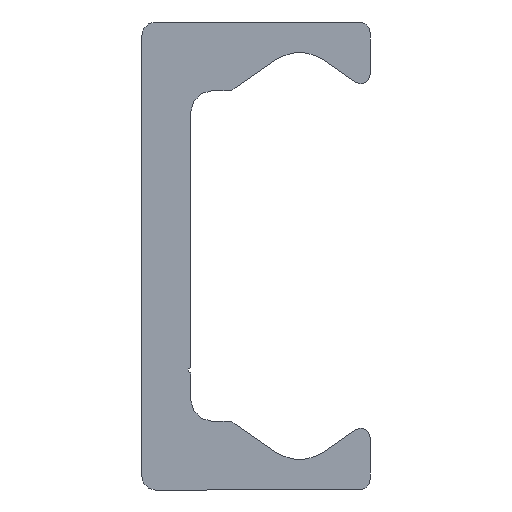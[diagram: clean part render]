
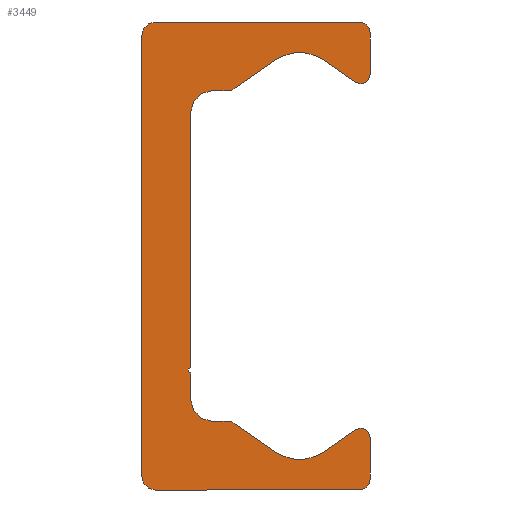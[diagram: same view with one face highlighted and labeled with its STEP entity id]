
A CAD part, left-side view. The second image highlights one B-rep face of the part: STEP entity #3449.
In plain terms, the highlighted planar face has unit normal (-1, 0, 0).
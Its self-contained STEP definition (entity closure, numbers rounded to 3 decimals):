
#2396=CARTESIAN_POINT('',(0.0,9.25,-21.5));
#2397=VERTEX_POINT('',#2396);
#2404=CARTESIAN_POINT('',(0.0,10.5,-20.25));
#2405=VERTEX_POINT('',#2404);
#2406=CARTESIAN_POINT('',(0.0,9.25,-20.25));
#2407=DIRECTION('',(1.0,0.0,0.0));
#2408=DIRECTION('',(0.0,0.0,-1.0));
#2409=AXIS2_PLACEMENT_3D('',#2406,#2407,#2408);
#2410=CIRCLE('',#2409,1.25);
#2411=EDGE_CURVE('',#2397,#2405,#2410,.T.);
#2435=CARTESIAN_POINT('',(0.0,-9.5,-21.5));
#2436=VERTEX_POINT('',#2435);
#2443=CARTESIAN_POINT('',(0.0,-9.5,-21.5));
#2444=DIRECTION('',(0.0,1.0,0.0));
#2445=VECTOR('',#2444,18.75);
#2446=LINE('',#2443,#2445);
#2447=EDGE_CURVE('',#2436,#2397,#2446,.T.);
#2467=CARTESIAN_POINT('',(0.0,-10.5,-20.5));
#2468=VERTEX_POINT('',#2467);
#2475=CARTESIAN_POINT('',(0.0,-9.5,-20.5));
#2476=DIRECTION('',(1.0,0.0,0.0));
#2477=DIRECTION('',(0.0,-1.0,0.0));
#2478=AXIS2_PLACEMENT_3D('',#2475,#2476,#2477);
#2479=CIRCLE('',#2478,1.0);
#2480=EDGE_CURVE('',#2468,#2436,#2479,.T.);
#2499=CARTESIAN_POINT('',(0.0,-10.5,-16.65));
#2500=VERTEX_POINT('',#2499);
#2507=CARTESIAN_POINT('',(0.0,-10.5,-16.65));
#2508=DIRECTION('',(0.0,0.0,-1.0));
#2509=VECTOR('',#2508,3.85);
#2510=LINE('',#2507,#2509);
#2511=EDGE_CURVE('',#2500,#2468,#2510,.T.);
#2531=CARTESIAN_POINT('',(0.0,-9.162,-15.954));
#2532=VERTEX_POINT('',#2531);
#2539=CARTESIAN_POINT('',(0.0,-9.65,-16.65));
#2540=DIRECTION('',(1.0,0.0,0.0));
#2541=DIRECTION('',(0.0,0.574,0.819));
#2542=AXIS2_PLACEMENT_3D('',#2539,#2540,#2541);
#2543=CIRCLE('',#2542,0.85);
#2544=EDGE_CURVE('',#2532,#2500,#2543,.T.);
#2563=CARTESIAN_POINT('',(0.0,-6.294,-17.962));
#2564=VERTEX_POINT('',#2563);
#2571=CARTESIAN_POINT('',(0.0,-6.294,-17.962));
#2572=DIRECTION('',(0.0,-0.819,0.574));
#2573=VECTOR('',#2572,3.501);
#2574=LINE('',#2571,#2573);
#2575=EDGE_CURVE('',#2564,#2532,#2574,.T.);
#2595=CARTESIAN_POINT('',(0.0,-1.706,-17.962));
#2596=VERTEX_POINT('',#2595);
#2603=CARTESIAN_POINT('',(0.0,-4.,-14.685));
#2604=DIRECTION('',(-1.0,0.0,0.0));
#2605=DIRECTION('',(0.0,0.574,0.819));
#2606=AXIS2_PLACEMENT_3D('',#2603,#2604,#2605);
#2607=CIRCLE('',#2606,4.0);
#2608=EDGE_CURVE('',#2596,#2564,#2607,.T.);
#2627=CARTESIAN_POINT('',(0.0,1.981,-15.381));
#2628=VERTEX_POINT('',#2627);
#2635=CARTESIAN_POINT('',(0.0,1.981,-15.381));
#2636=DIRECTION('',(0.0,-0.819,-0.574));
#2637=VECTOR('',#2636,4.5);
#2638=LINE('',#2635,#2637);
#2639=EDGE_CURVE('',#2628,#2596,#2638,.T.);
#2659=CARTESIAN_POINT('',(0.0,2.554,-15.2));
#2660=VERTEX_POINT('',#2659);
#2667=CARTESIAN_POINT('',(0.0,2.554,-16.2));
#2668=DIRECTION('',(1.0,0.0,0.0));
#2669=DIRECTION('',(0.0,0.0,1.0));
#2670=AXIS2_PLACEMENT_3D('',#2667,#2668,#2669);
#2671=CIRCLE('',#2670,1.);
#2672=EDGE_CURVE('',#2660,#2628,#2671,.T.);
#2691=CARTESIAN_POINT('',(0.0,4.0,-15.2));
#2692=VERTEX_POINT('',#2691);
#2699=CARTESIAN_POINT('',(0.0,4.0,-15.2));
#2700=DIRECTION('',(0.0,-1.0,0.0));
#2701=VECTOR('',#2700,1.446);
#2702=LINE('',#2699,#2701);
#2703=EDGE_CURVE('',#2692,#2660,#2702,.T.);
#2723=CARTESIAN_POINT('',(0.0,6.,-13.2));
#2724=VERTEX_POINT('',#2723);
#2731=CARTESIAN_POINT('',(0.0,4.,-13.2));
#2732=DIRECTION('',(-1.0,0.0,0.0));
#2733=DIRECTION('',(0.0,0.0,1.0));
#2734=AXIS2_PLACEMENT_3D('',#2731,#2732,#2733);
#2735=CIRCLE('',#2734,2.0);
#2736=EDGE_CURVE('',#2724,#2692,#2735,.T.);
#2755=CARTESIAN_POINT('',(0.0,6.,-10.75));
#2756=VERTEX_POINT('',#2755);
#2763=CARTESIAN_POINT('',(0.0,6.,-10.75));
#2764=DIRECTION('',(0.0,0.0,-1.0));
#2765=VECTOR('',#2764,2.45);
#2766=LINE('',#2763,#2765);
#2767=EDGE_CURVE('',#2756,#2724,#2766,.T.);
#2787=CARTESIAN_POINT('',(0.0,6.,-10.25));
#2788=VERTEX_POINT('',#2787);
#2795=CARTESIAN_POINT('',(0.0,6.,-10.5));
#2796=DIRECTION('',(-1.0,0.0,0.0));
#2797=DIRECTION('',(0.0,0.0,1.0));
#2798=AXIS2_PLACEMENT_3D('',#2795,#2796,#2797);
#2799=CIRCLE('',#2798,0.25);
#2800=EDGE_CURVE('',#2788,#2756,#2799,.T.);
#2819=CARTESIAN_POINT('',(0.0,6.,13.2));
#2820=VERTEX_POINT('',#2819);
#2827=CARTESIAN_POINT('',(0.0,6.,13.2));
#2828=DIRECTION('',(0.0,0.0,-1.0));
#2829=VECTOR('',#2828,23.45);
#2830=LINE('',#2827,#2829);
#2831=EDGE_CURVE('',#2820,#2788,#2830,.T.);
#2953=CARTESIAN_POINT('',(0.0,4.0,15.2));
#2954=VERTEX_POINT('',#2953);
#2961=CARTESIAN_POINT('',(0.0,4.,13.2));
#2962=DIRECTION('',(-1.0,0.0,0.0));
#2963=DIRECTION('',(0.0,-1.0,0.0));
#2964=AXIS2_PLACEMENT_3D('',#2961,#2962,#2963);
#2965=CIRCLE('',#2964,2.0);
#2966=EDGE_CURVE('',#2954,#2820,#2965,.T.);
#2985=CARTESIAN_POINT('',(0.0,2.554,15.2));
#2986=VERTEX_POINT('',#2985);
#2993=CARTESIAN_POINT('',(0.0,2.554,15.2));
#2994=DIRECTION('',(0.0,1.0,0.0));
#2995=VECTOR('',#2994,1.446);
#2996=LINE('',#2993,#2995);
#2997=EDGE_CURVE('',#2986,#2954,#2996,.T.);
#3017=CARTESIAN_POINT('',(0.0,1.981,15.381));
#3018=VERTEX_POINT('',#3017);
#3025=CARTESIAN_POINT('',(0.0,2.554,16.2));
#3026=DIRECTION('',(1.0,0.0,0.0));
#3027=DIRECTION('',(0.0,-0.574,-0.819));
#3028=AXIS2_PLACEMENT_3D('',#3025,#3026,#3027);
#3029=CIRCLE('',#3028,1.);
#3030=EDGE_CURVE('',#3018,#2986,#3029,.T.);
#3049=CARTESIAN_POINT('',(0.0,-1.706,17.962));
#3050=VERTEX_POINT('',#3049);
#3057=CARTESIAN_POINT('',(0.0,-1.706,17.962));
#3058=DIRECTION('',(0.0,0.819,-0.574));
#3059=VECTOR('',#3058,4.5);
#3060=LINE('',#3057,#3059);
#3061=EDGE_CURVE('',#3050,#3018,#3060,.T.);
#3081=CARTESIAN_POINT('',(0.0,-6.294,17.962));
#3082=VERTEX_POINT('',#3081);
#3089=CARTESIAN_POINT('',(0.0,-4.,14.685));
#3090=DIRECTION('',(-1.0,0.0,0.0));
#3091=DIRECTION('',(0.0,-0.574,-0.819));
#3092=AXIS2_PLACEMENT_3D('',#3089,#3090,#3091);
#3093=CIRCLE('',#3092,4.0);
#3094=EDGE_CURVE('',#3082,#3050,#3093,.T.);
#3113=CARTESIAN_POINT('',(0.0,-9.162,15.954));
#3114=VERTEX_POINT('',#3113);
#3121=CARTESIAN_POINT('',(0.0,-9.162,15.954));
#3122=DIRECTION('',(0.0,0.819,0.574));
#3123=VECTOR('',#3122,3.501);
#3124=LINE('',#3121,#3123);
#3125=EDGE_CURVE('',#3114,#3082,#3124,.T.);
#3145=CARTESIAN_POINT('',(0.0,-10.5,16.65));
#3146=VERTEX_POINT('',#3145);
#3153=CARTESIAN_POINT('',(0.0,-9.65,16.65));
#3154=DIRECTION('',(1.0,0.0,0.0));
#3155=DIRECTION('',(0.0,-1.0,0.0));
#3156=AXIS2_PLACEMENT_3D('',#3153,#3154,#3155);
#3157=CIRCLE('',#3156,0.85);
#3158=EDGE_CURVE('',#3146,#3114,#3157,.T.);
#3177=CARTESIAN_POINT('',(0.0,-10.5,20.5));
#3178=VERTEX_POINT('',#3177);
#3185=CARTESIAN_POINT('',(0.0,-10.5,20.5));
#3186=DIRECTION('',(0.0,0.0,-1.0));
#3187=VECTOR('',#3186,3.85);
#3188=LINE('',#3185,#3187);
#3189=EDGE_CURVE('',#3178,#3146,#3188,.T.);
#3209=CARTESIAN_POINT('',(0.0,-9.5,21.5));
#3210=VERTEX_POINT('',#3209);
#3217=CARTESIAN_POINT('',(0.0,-9.5,20.5));
#3218=DIRECTION('',(1.0,0.0,0.0));
#3219=DIRECTION('',(0.0,0.0,1.0));
#3220=AXIS2_PLACEMENT_3D('',#3217,#3218,#3219);
#3221=CIRCLE('',#3220,1.0);
#3222=EDGE_CURVE('',#3210,#3178,#3221,.T.);
#3241=CARTESIAN_POINT('',(0.0,9.25,21.5));
#3242=VERTEX_POINT('',#3241);
#3249=CARTESIAN_POINT('',(0.0,9.25,21.5));
#3250=DIRECTION('',(0.0,-1.0,0.0));
#3251=VECTOR('',#3250,18.75);
#3252=LINE('',#3249,#3251);
#3253=EDGE_CURVE('',#3242,#3210,#3252,.T.);
#3273=CARTESIAN_POINT('',(0.0,10.5,20.25));
#3274=VERTEX_POINT('',#3273);
#3281=CARTESIAN_POINT('',(0.0,9.25,20.25));
#3282=DIRECTION('',(1.0,0.0,0.0));
#3283=DIRECTION('',(0.0,1.0,0.0));
#3284=AXIS2_PLACEMENT_3D('',#3281,#3282,#3283);
#3285=CIRCLE('',#3284,1.25);
#3286=EDGE_CURVE('',#3274,#3242,#3285,.T.);
#3304=CARTESIAN_POINT('',(0.0,10.5,-20.25));
#3305=DIRECTION('',(0.0,0.0,1.0));
#3306=VECTOR('',#3305,40.5);
#3307=LINE('',#3304,#3306);
#3308=EDGE_CURVE('',#2405,#3274,#3307,.T.);
#3416=CARTESIAN_POINT('',(0.0,2.66,-0.019));
#3417=DIRECTION('',(1.0,0.0,0.0));
#3418=DIRECTION('',(0.0,0.0,-1.0));
#3419=AXIS2_PLACEMENT_3D('',#3416,#3417,#3418);
#3420=PLANE('',#3419);
#3421=ORIENTED_EDGE('',*,*,#3308,.F.);
#3422=ORIENTED_EDGE('',*,*,#2411,.F.);
#3423=ORIENTED_EDGE('',*,*,#2447,.F.);
#3424=ORIENTED_EDGE('',*,*,#2480,.F.);
#3425=ORIENTED_EDGE('',*,*,#2511,.F.);
#3426=ORIENTED_EDGE('',*,*,#2544,.F.);
#3427=ORIENTED_EDGE('',*,*,#2575,.F.);
#3428=ORIENTED_EDGE('',*,*,#2608,.F.);
#3429=ORIENTED_EDGE('',*,*,#2639,.F.);
#3430=ORIENTED_EDGE('',*,*,#2672,.F.);
#3431=ORIENTED_EDGE('',*,*,#2703,.F.);
#3432=ORIENTED_EDGE('',*,*,#2736,.F.);
#3433=ORIENTED_EDGE('',*,*,#2767,.F.);
#3434=ORIENTED_EDGE('',*,*,#2800,.F.);
#3435=ORIENTED_EDGE('',*,*,#2831,.F.);
#3436=ORIENTED_EDGE('',*,*,#2966,.F.);
#3437=ORIENTED_EDGE('',*,*,#2997,.F.);
#3438=ORIENTED_EDGE('',*,*,#3030,.F.);
#3439=ORIENTED_EDGE('',*,*,#3061,.F.);
#3440=ORIENTED_EDGE('',*,*,#3094,.F.);
#3441=ORIENTED_EDGE('',*,*,#3125,.F.);
#3442=ORIENTED_EDGE('',*,*,#3158,.F.);
#3443=ORIENTED_EDGE('',*,*,#3189,.F.);
#3444=ORIENTED_EDGE('',*,*,#3222,.F.);
#3445=ORIENTED_EDGE('',*,*,#3253,.F.);
#3446=ORIENTED_EDGE('',*,*,#3286,.F.);
#3447=EDGE_LOOP('',(#3421,#3422,#3423,#3424,#3425,#3426,#3427,#3428,#3429,#3430,#3431,#3432,#3433,#3434,#3435,#3436,#3437,#3438,#3439,#3440,#3441,#3442,#3443,#3444,#3445,#3446));
#3448=FACE_OUTER_BOUND('',#3447,.T.);
#3449=ADVANCED_FACE('',(#3448),#3420,.F.);
